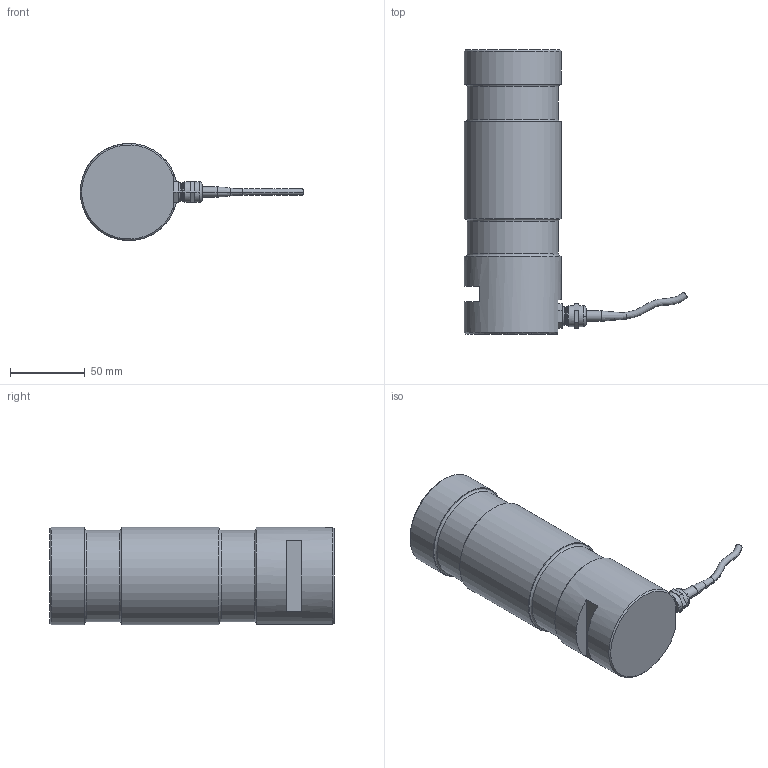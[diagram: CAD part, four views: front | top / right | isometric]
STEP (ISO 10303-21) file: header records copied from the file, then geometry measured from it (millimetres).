
FILE_DESCRIPTION( ( 'Unknown' ), '1' );
FILE_NAME( 'K1661-200kN.stp', 'Unknown', ( 'Unknown' ), ( 'Unknown' ), 'PSStep 17.0.49', 'Unknown', ' ' );
FILE_SCHEMA( ( 'AUTOMOTIVE_DESIGN { 1 0 10303 214 1 1 1 1 }' ) );
Length unit declared in the file: millimetre
Products named in the file (4): Assem1; M12x1,5_DOC-00031581; Kabeldurchmesser 4,5_DOC-00031579; 1842-001_DOC-00031577
Assembly tree (3 placements, depth 2):
  Assem1
    M12x1,5_DOC-00031581
    Kabeldurchmesser 4,5_DOC-00031579
    1842-001_DOC-00031577
Bounding box: 149.43 x 190 x 65 mm (x, y, z)
Volume: 610625.4 mm3; surface area: 49646.3 mm2
Topology: 3 solids, 3 shells, 93 faces, 196 edges, 119 vertices
Faces by surface type: plane 44, cylinder 23, cone 18, torus 6, bspline 2
Full cylindrical faces by diameter (mm): 61 x2, 65 x3
Entity records: 4614 total; most frequent: CARTESIAN_POINT 2173, ORIENTED_EDGE 368, DIRECTION 236, EDGE_CURVE 184, B_SPLINE_CURVE_WITH_KNOTS 157, VERTEX_POINT 117, EDGE_LOOP 115, AXIS2_PLACEMENT_3D 114
